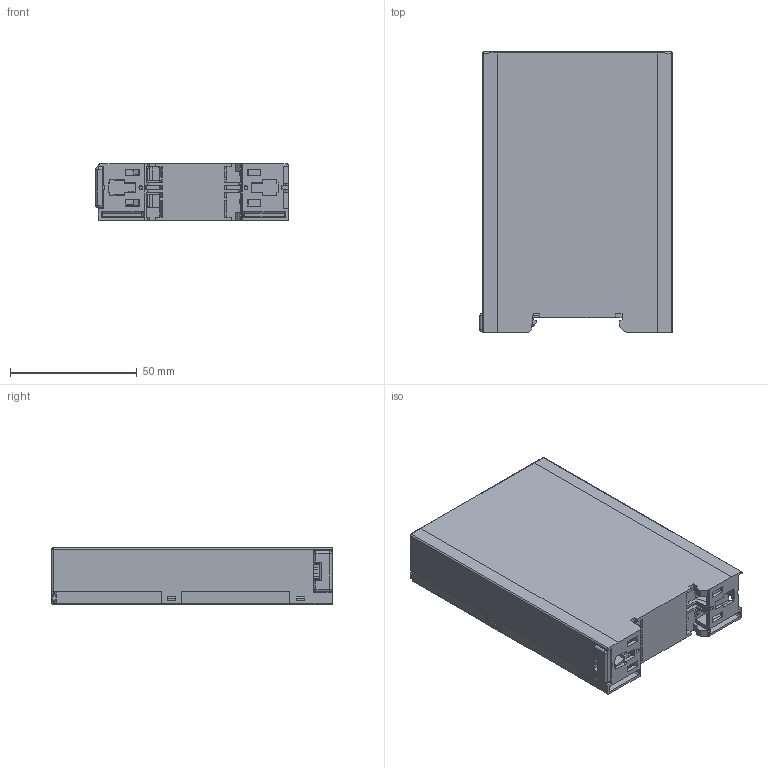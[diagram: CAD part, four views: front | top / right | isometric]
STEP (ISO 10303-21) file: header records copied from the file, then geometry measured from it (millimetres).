
FILE_DESCRIPTION(('Open CASCADE Model'),'2;1');
FILE_NAME('Open CASCADE Shape Model','2020-11-25T13:12:40',('Author'),( 'Open CASCADE'),'Open CASCADE STEP processor 6.8','Open CASCADE 6.8' ,'Unknown');
FILE_SCHEMA(('AUTOMOTIVE_DESIGN { 1 0 10303 214 1 1 1 1 }'));
Length unit declared in the file: millimetre
Products named in the file (9): PCB; Board; Open CASCADE STEP translator 6.8 3.1.1; Free-Models; Gehäuse_CN-22-GU_assembly; 65000100_CN-DU65000100_CN-DU; 65022000_CN-22-GU; 1007020_3Dsym; 1006983_3Dsym
Assembly tree (8 placements, depth 5):
  PCB
    Board
      Open CASCADE STEP translator 6.8 3.1.1
    Free-Models
      Gehäuse_CN-22-GU_assembly
        65000100_CN-DU65000100_CN-DU
        65022000_CN-22-GU
          1007020_3Dsym
          1006983_3Dsym
Bounding box: 76.1 x 110.8 x 22.5 mm (x, y, z)
Volume: 31407.4 mm3; surface area: 59174.3 mm2
Topology: 4 solids, 4 shells, 781 faces, 2228 edges, 1435 vertices
Faces by surface type: plane 647, cylinder 108, sphere 18, bspline 6, cone 2
Entity records: 25219 total; most frequent: CARTESIAN_POINT 4573, ORIENTED_EDGE 4432, DIRECTION 3994, EDGE_CURVE 2216, LINE 1990, VECTOR 1990, VERTEX_POINT 1435, AXIS2_PLACEMENT_3D 1002
